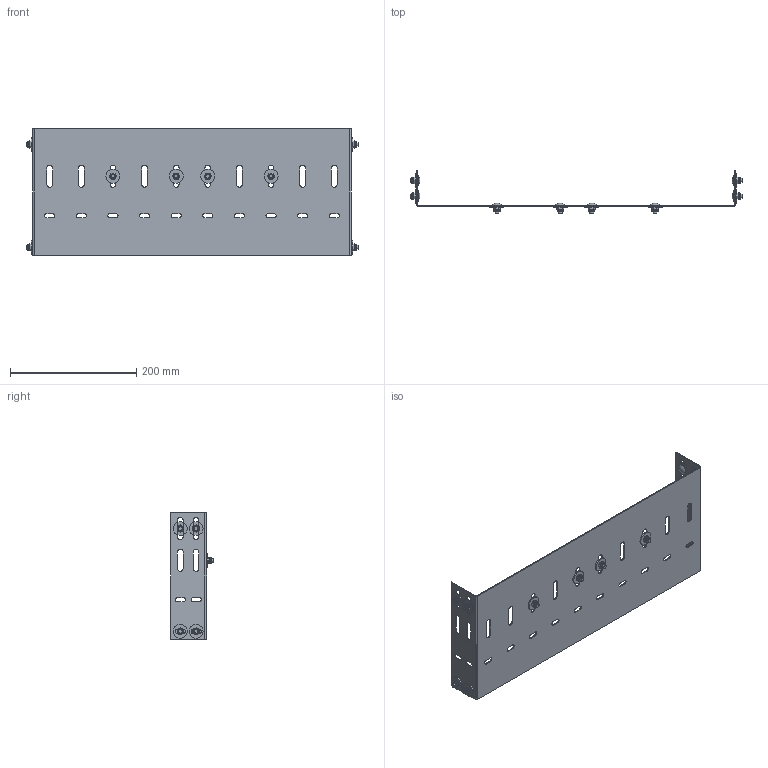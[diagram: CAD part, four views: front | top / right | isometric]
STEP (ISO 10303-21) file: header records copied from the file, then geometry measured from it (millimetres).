
FILE_DESCRIPTION (( 'STEP AP214' ), '1' );
FILE_NAME ('6065982.stp', '2023-08-15T12:09:17', ( '' ), ( '' ), 'SwSTEP 2.0', 'SolidWorks 2022', '' );
FILE_SCHEMA (( 'AUTOMOTIVE_DESIGN' ));
Length unit declared in the file: millimetre
Products named in the file (5): 151411_Verbinder für Dehnungsausgleich 650 DD; 020282_ISO 7094-6; 020263_DIN EN ISO 10511 - M6 ; 6065982; 020342_DIN 603 M6x12
Assembly tree (37 placements, depth 2):
  6065982
    151411_Verbinder für Dehnungsausgleich 650 DD
    020342_DIN 603 M6x12  x12
    020282_ISO 7094-6  x12
    020263_DIN EN ISO 10511 - M6   x12
Bounding box: 525 x 67 x 200 mm (x, y, z)
Volume: 196027.6 mm3; surface area: 260557.7 mm2
Topology: 37 solids, 37 shells, 742 faces, 1688 edges, 1044 vertices
Faces by surface type: plane 342, cylinder 220, cone 156, sphere 12, torus 12
Full cylindrical faces by diameter (mm): 5 x12, 6 x24, 6.6 x12, 7.143 x12, 10 x12, 16.55 x12, 22 x12
Entity records: 7341 total; most frequent: CARTESIAN_POINT 1310, DIRECTION 1240, ORIENTED_EDGE 1130, EDGE_CURVE 565, AXIS2_PLACEMENT_3D 445, VERTEX_POINT 371, LINE 350, VECTOR 350
